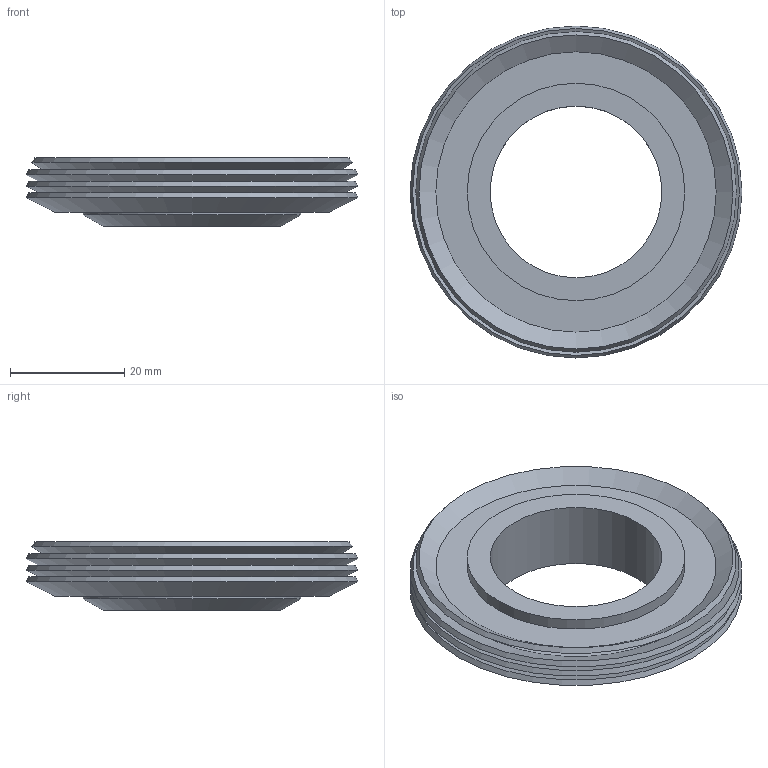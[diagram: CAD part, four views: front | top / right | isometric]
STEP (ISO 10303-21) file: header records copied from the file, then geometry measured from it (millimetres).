
FILE_DESCRIPTION((' '),'2;1');
FILE_NAME( 'AA26234.stp', '2018-03- 2T19:58:01', (' '), ('--- Datakit www.datakit.com---'), ' Datakit CrossCadWare V2017.1 Dec 27 2016', 'DATAKIT 2018 (c)', ' ');
FILE_SCHEMA(('AP203_CONFIGURATION_CONTROLLED_3D_DESIGN_OF_MECHANICAL_PARTS_AND_ASSEMBLIES_MIM_LF { 1 0 10303 403 2 1 2}'));
Length unit declared in the file: millimetre
Products named in the file (1): AA26234
Bounding box: 58 x 58 x 12 mm (x, y, z)
Volume: 11238.3 mm3; surface area: 14912.9 mm2
Topology: 1 solids, 1 shells, 29 faces, 49 edges, 30 vertices
Faces by surface type: cone 13, plane 10, cylinder 6
Full cylindrical faces by diameter (mm): 30 x1, 38 x2, 40 x3
Entity records: 606 total; most frequent: DIRECTION 118, CARTESIAN_POINT 88, AXIS2_PLACEMENT_3D 59, ORIENTED_EDGE 58, EDGE_LOOP 58, VERTEX_POINT 29, CIRCLE 29, EDGE_CURVE 29
